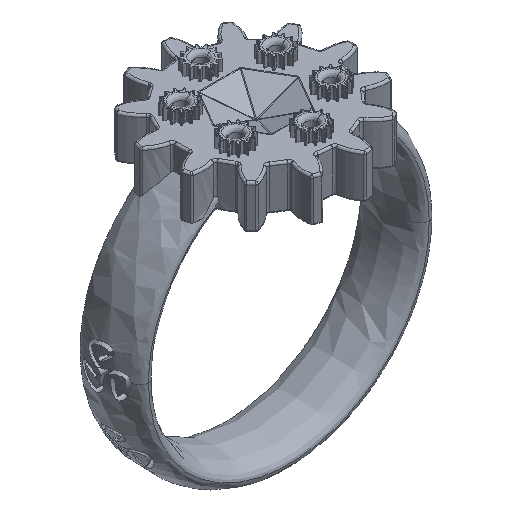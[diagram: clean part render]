
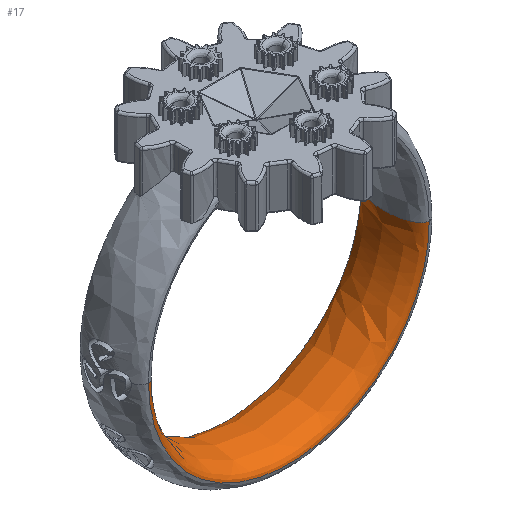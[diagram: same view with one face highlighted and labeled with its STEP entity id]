
A CAD part, isometric view. The second image highlights one B-rep face of the part: STEP entity #17.
In plain terms, the highlighted free-form (B-spline) face has degree [3, 3] with [4, 4] control points.
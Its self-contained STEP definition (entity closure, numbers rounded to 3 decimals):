
#17 = ADVANCED_FACE('',(#18),#58,.F.);
#18 = FACE_BOUND('',#19,.F.);
#19 = EDGE_LOOP('',(#20,#31,#41,#50));
#20 = ORIENTED_EDGE('',*,*,#21,.T.);
#21 = EDGE_CURVE('',#22,#24,#26,.T.);
#22 = VERTEX_POINT('',#23);
#23 = CARTESIAN_POINT('',(-9.15,-2.144,0.));
#24 = VERTEX_POINT('',#25);
#25 = CARTESIAN_POINT('',(-9.15,2.144,0.));
#26 = ( BOUNDED_CURVE() B_SPLINE_CURVE(3,(#27,#28,#29,#30),
.UNSPECIFIED.,.F.,.F.) B_SPLINE_CURVE_WITH_KNOTS((4,4),(
0.,3.142),.PIECEWISE_BEZIER_KNOTS.) CURVE() 
GEOMETRIC_REPRESENTATION_ITEM() RATIONAL_B_SPLINE_CURVE((1.,
0.333,0.333,1.)) REPRESENTATION_ITEM('') );
#27 = CARTESIAN_POINT('',(-9.15,-2.144,0.));
#28 = CARTESIAN_POINT('',(-7.391,-2.144,0.));
#29 = CARTESIAN_POINT('',(-7.391,2.144,0.));
#30 = CARTESIAN_POINT('',(-9.15,2.144,0.));
#31 = ORIENTED_EDGE('',*,*,#32,.T.);
#32 = EDGE_CURVE('',#24,#33,#35,.T.);
#33 = VERTEX_POINT('',#34);
#34 = CARTESIAN_POINT('',(9.15,2.144,
    0.));
#35 = ( BOUNDED_CURVE() B_SPLINE_CURVE(2,(#36,#37,#38,#39,#40),
.UNSPECIFIED.,.F.,.F.) B_SPLINE_CURVE_WITH_KNOTS((3,2,3),(0.,
1.571,3.142),.PIECEWISE_BEZIER_KNOTS.) CURVE() 
GEOMETRIC_REPRESENTATION_ITEM() RATIONAL_B_SPLINE_CURVE((1.,
0.707,1.,0.707,1.)) REPRESENTATION_ITEM('') );
#36 = CARTESIAN_POINT('',(-9.15,2.144,0.));
#37 = CARTESIAN_POINT('',(-9.15,2.144,-9.15
    ));
#38 = CARTESIAN_POINT('',(0.,2.144,
    -9.15));
#39 = CARTESIAN_POINT('',(9.15,2.144,-9.15)
  );
#40 = CARTESIAN_POINT('',(9.15,2.144,
    0.));
#41 = ORIENTED_EDGE('',*,*,#42,.F.);
#42 = EDGE_CURVE('',#43,#33,#45,.T.);
#43 = VERTEX_POINT('',#44);
#44 = CARTESIAN_POINT('',(9.15,-2.144,
    0.));
#45 = ( BOUNDED_CURVE() B_SPLINE_CURVE(3,(#46,#47,#48,#49),
.UNSPECIFIED.,.F.,.F.) B_SPLINE_CURVE_WITH_KNOTS((4,4),(
0.,3.142),.PIECEWISE_BEZIER_KNOTS.) CURVE() 
GEOMETRIC_REPRESENTATION_ITEM() RATIONAL_B_SPLINE_CURVE((1.,
0.333,0.333,1.)) REPRESENTATION_ITEM('') );
#46 = CARTESIAN_POINT('',(9.15,-2.144,
    0.));
#47 = CARTESIAN_POINT('',(7.391,-2.144,
    0.));
#48 = CARTESIAN_POINT('',(7.391,2.144,
    0.));
#49 = CARTESIAN_POINT('',(9.15,2.144,
    0.));
#50 = ORIENTED_EDGE('',*,*,#51,.F.);
#51 = EDGE_CURVE('',#22,#43,#52,.T.);
#52 = ( BOUNDED_CURVE() B_SPLINE_CURVE(2,(#53,#54,#55,#56,#57),
.UNSPECIFIED.,.F.,.F.) B_SPLINE_CURVE_WITH_KNOTS((3,2,3),(0.,
1.571,3.142),.PIECEWISE_BEZIER_KNOTS.) CURVE() 
GEOMETRIC_REPRESENTATION_ITEM() RATIONAL_B_SPLINE_CURVE((1.,
0.707,1.,0.707,1.)) REPRESENTATION_ITEM('') );
#53 = CARTESIAN_POINT('',(-9.15,-2.144,0.));
#54 = CARTESIAN_POINT('',(-9.15,-2.144,
    -9.15));
#55 = CARTESIAN_POINT('',(0.,-2.144,
    -9.15));
#56 = CARTESIAN_POINT('',(9.15,-2.144,-9.15
    ));
#57 = CARTESIAN_POINT('',(9.15,-2.144,
    0.));
#58 = ( BOUNDED_SURFACE() B_SPLINE_SURFACE(3,3,(
    (#59,#60,#61,#62)
    ,(#63,#64,#65,#66)
    ,(#67,#68,#69,#70)
    ,(#71,#72,#73,#74
)),.UNSPECIFIED.,.F.,.F.,.F.) B_SPLINE_SURFACE_WITH_KNOTS((4,4),(4,4),(
    0.,1.),(0.,1.),.PIECEWISE_BEZIER_KNOTS.) 
GEOMETRIC_REPRESENTATION_ITEM() RATIONAL_B_SPLINE_SURFACE((
    (1.,0.333,0.333,1.)
    ,(0.333,0.111,0.111,0.333)
    ,(0.333,0.111,0.111,0.333)
,(1.,0.333,0.333,1.
))) REPRESENTATION_ITEM('') SURFACE() );
#59 = CARTESIAN_POINT('',(-9.15,-2.144,0.));
#60 = CARTESIAN_POINT('',(-9.15,-2.144,
    -18.301));
#61 = CARTESIAN_POINT('',(9.15,-2.144,-18.301
    ));
#62 = CARTESIAN_POINT('',(9.15,-2.144,
    0.));
#63 = CARTESIAN_POINT('',(-7.391,-2.144,0.));
#64 = CARTESIAN_POINT('',(-7.391,-2.144,
    -14.781));
#65 = CARTESIAN_POINT('',(7.391,-2.144,-14.781
    ));
#66 = CARTESIAN_POINT('',(7.391,-2.144,
    0.));
#67 = CARTESIAN_POINT('',(-7.391,2.144,0.));
#68 = CARTESIAN_POINT('',(-7.391,2.144,-14.781
    ));
#69 = CARTESIAN_POINT('',(7.391,2.144,-14.781)
  );
#70 = CARTESIAN_POINT('',(7.391,2.144,
    0.));
#71 = CARTESIAN_POINT('',(-9.15,2.144,0.));
#72 = CARTESIAN_POINT('',(-9.15,2.144,-18.301
    ));
#73 = CARTESIAN_POINT('',(9.15,2.144,-18.301)
  );
#74 = CARTESIAN_POINT('',(9.15,2.144,
    0.));
